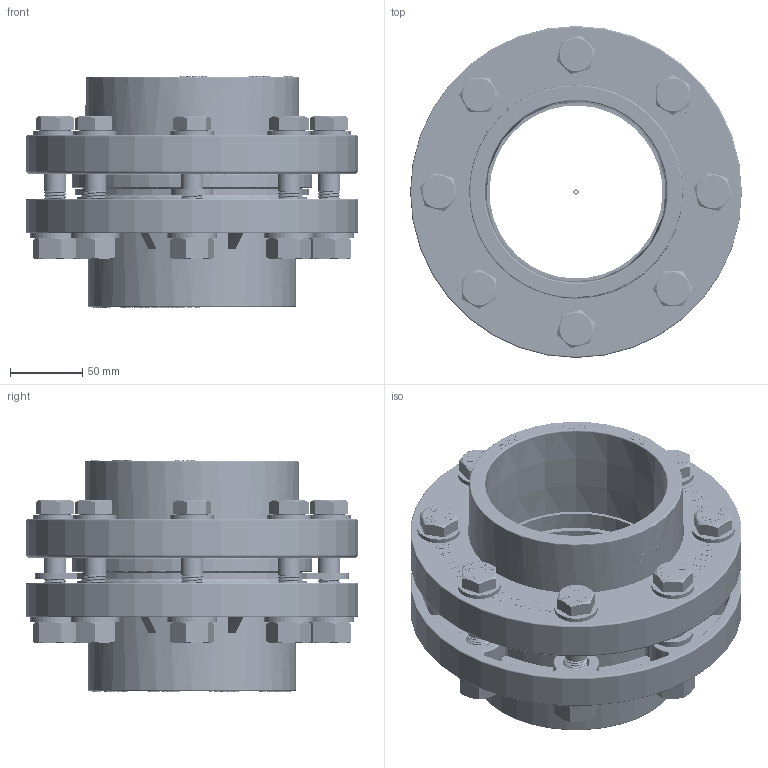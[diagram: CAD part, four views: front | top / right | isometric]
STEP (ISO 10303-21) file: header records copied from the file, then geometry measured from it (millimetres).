
FILE_DESCRIPTION(/* description */ (''),/* implementation_level */ '2;1');
FILE_NAME(/* name */ 'AF0707.000.125.step',/* time_stamp */ '2026-02-13T12:00:36+01:00',/* author */ (''),/* organization */ (''),/* preprocessor_version */ 'ST-DEVELOPER v20.1',/* originating_system */ 'Autodesk Translation Framework v14.24.0.0',/* authorisation */ '');
FILE_SCHEMA (('AUTOMOTIVE_DESIGN { 1 0 10303 214 3 1 1 }'));
Length unit declared in the file: millimetre
Products named in the file (9): 2026-02-13-07-56-22-077; 2026-02-13-09-02-00-442; 2026-02-13-09-02-02-605; 2026-02-13-09-02-05-683; 2026-02-13-10-14-11-223; DIN 125 - A 19 Stahl 100 HV Einfach; DIN 125 - A 17 Stahl 100 HV Einfach; DIN 125 - A 1.7 Stahl 100 HV Einfach; 2026-02-13-11-58-50-795
Assembly tree (29 placements, depth 2):
  2026-02-13-07-56-22-077
    2026-02-13-09-02-00-442
    2026-02-13-09-02-02-605
    2026-02-13-09-02-05-683
    2026-02-13-10-14-11-223
    DIN 125 - A 19 Stahl 100 HV Einfach  x8
    2026-02-13-11-58-50-795  x8
    DIN 125 - A 17 Stahl 100 HV Einfach  x8
    DIN 125 - A 1.7 Stahl 100 HV Einfach
Bounding box: 230 x 230 x 160.45 mm (x, y, z)
Volume: 1851145 mm3; surface area: 478851.1 mm2
Topology: 37 solids, 37 shells, 3691 faces, 9950 edges, 6567 vertices
Faces by surface type: plane 1882, bspline 964, cylinder 620, torus 155, cone 70
Full cylindrical faces by diameter (mm): 1.7 x1, 2.124 x1, 3.186 x1, 4 x1, 5 x1, 7 x1, 13.534 x144, 15.519 x24, 15.822 x152, 17 x8, 18 x16, 18.293 x32, 18.5 x2, 19 x8, 30 x8, 34 x8, 120 x1, 120.6 x1, 125 x1, 144.1 x1, 148 x1, 150 x1, 167 x1, 230 x2
Entity records: 154733 total; most frequent: CARTESIAN_POINT 74219, ORIENTED_EDGE 18738, DIRECTION 12965, EDGE_CURVE 9369, VERTEX_POINT 6189, LINE 5871, VECTOR 5871, EDGE_LOOP 3732
